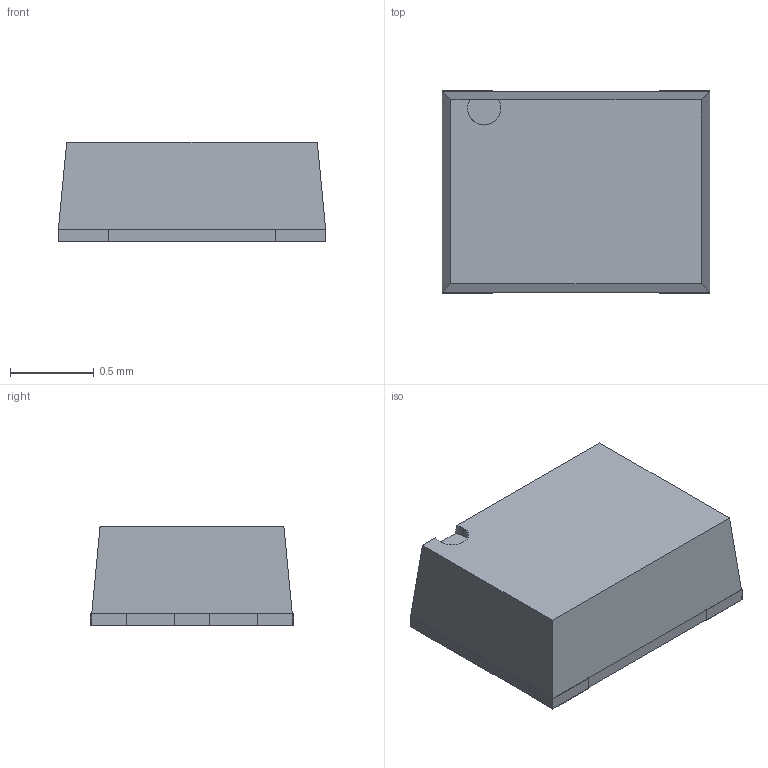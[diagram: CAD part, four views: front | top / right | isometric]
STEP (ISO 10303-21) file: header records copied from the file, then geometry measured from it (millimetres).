
FILE_DESCRIPTION(('FreeCAD Model'),'2;1');
FILE_NAME('1059993.1.1.stp','2021-10-22T07:17:57',( 'Author'),(''),'Open CASCADE STEP processor 6.9','FreeCAD','Unknown' );
FILE_SCHEMA(('AUTOMOTIVE_DESIGN { 1 0 10303 214 1 1 1 1 }'));
Length unit declared in the file: millimetre
Products named in the file (4): ASSEMBLY; Body; PinsArrayL; PinsArrayR
Assembly tree (3 placements, depth 2):
  ASSEMBLY
    Body
    PinsArrayL
    PinsArrayR
Bounding box: 1.6 x 1.21 x 0.6 mm (x, y, z)
Volume: 1.1 mm3; surface area: 8 mm2
Topology: 7 solids, 7 shells, 49 faces, 101 edges, 66 vertices
Faces by surface type: plane 47, cylinder 2
Entity records: 2712 total; most frequent: CARTESIAN_POINT 440, DIRECTION 411, LINE 287, VECTOR 287, ORIENTED_EDGE 202, PCURVE 202, DEFINITIONAL_REPRESENTATION 202, EDGE_CURVE 101
